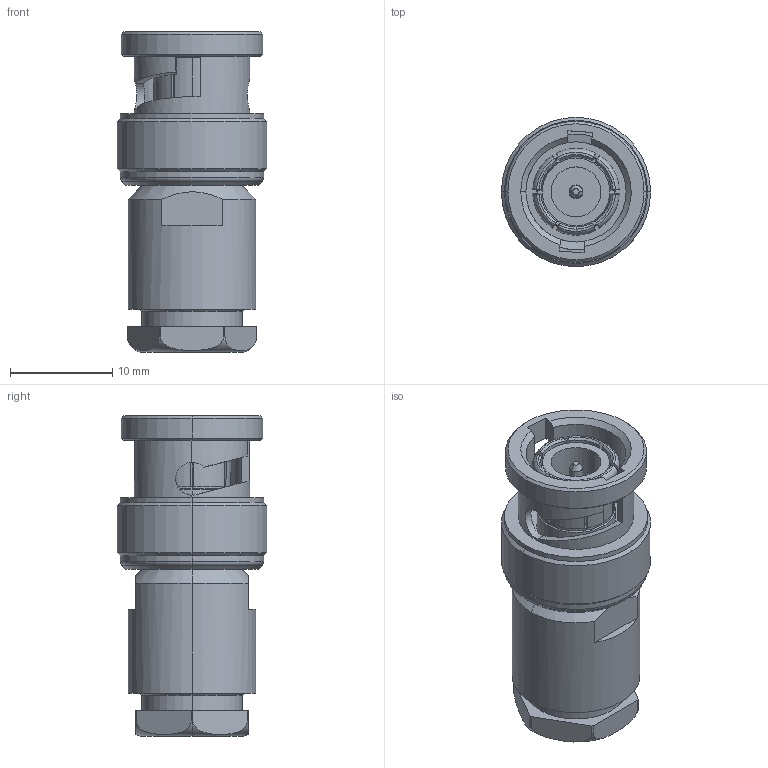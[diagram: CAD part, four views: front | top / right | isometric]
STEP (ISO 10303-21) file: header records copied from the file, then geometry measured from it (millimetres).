
FILE_DESCRIPTION (( 'STEP AP214' ), '1' );
FILE_NAME ('J01000B0608.STEP', '2017-09-19T12:00:54', ( '' ), ( '' ), 'SwSTEP 2.0', 'SolidWorks 2017', '' );
FILE_SCHEMA (( 'AUTOMOTIVE_DESIGN' ));
Length unit declared in the file: millimetre
Products named in the file (1): J01000B0608
Bounding box: 14.6 x 14.6 x 31.35 mm (x, y, z)
Volume: 3229.4 mm3; surface area: 2768.1 mm2
Topology: 1 solids, 1 shells, 178 faces, 440 edges, 273 vertices
Faces by surface type: plane 71, cylinder 61, cone 34, torus 12
Entity records: 7546 total; most frequent: CARTESIAN_POINT 1438, DIRECTION 891, ORIENTED_EDGE 880, EDGE_CURVE 440, AXIS2_PLACEMENT_3D 342, VERTEX_POINT 273, LINE 207, VECTOR 207
